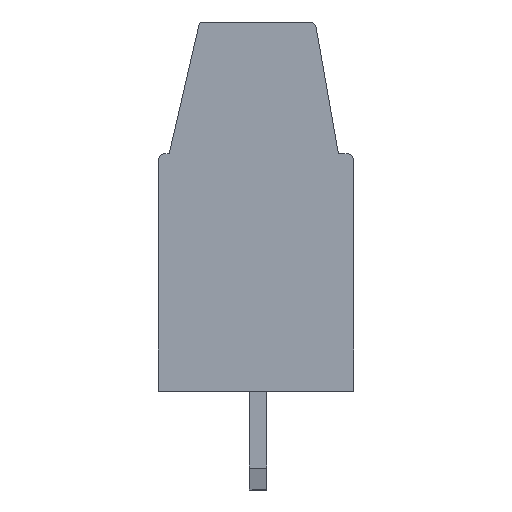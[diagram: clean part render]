
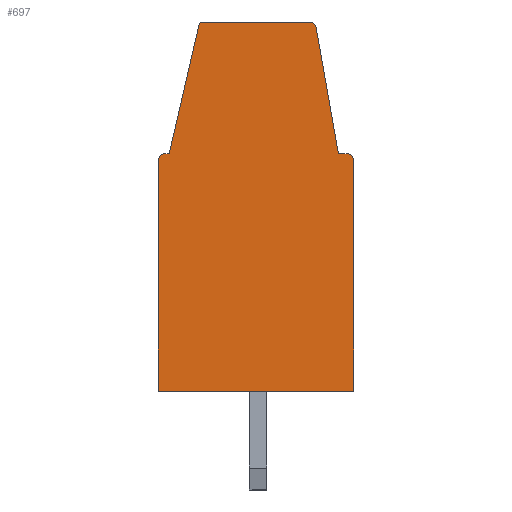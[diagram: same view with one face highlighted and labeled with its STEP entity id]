
A CAD part, left-side view. The second image highlights one B-rep face of the part: STEP entity #697.
In plain terms, the highlighted planar face has unit normal (-1, 0, 0).
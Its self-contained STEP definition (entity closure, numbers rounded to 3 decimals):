
#697 = ADVANCED_FACE( '', ( #1539 ), #1540, .T. );
#1539 = FACE_OUTER_BOUND( '', #2490, .T. );
#1540 = PLANE( '', #2491 );
#2490 = EDGE_LOOP( '', ( #4529, #4530, #4531, #4532, #4533, #4534, #4535, #4536, #4537, #4538, #4539, #4540 ) );
#2491 = AXIS2_PLACEMENT_3D( '', #4541, #4542, #4543 );
#4529 = ORIENTED_EDGE( '', *, *, #5912, .T. );
#4530 = ORIENTED_EDGE( '', *, *, #6006, .T. );
#4531 = ORIENTED_EDGE( '', *, *, #5484, .F. );
#4532 = ORIENTED_EDGE( '', *, *, #5522, .T. );
#4533 = ORIENTED_EDGE( '', *, *, #5688, .T. );
#4534 = ORIENTED_EDGE( '', *, *, #6132, .T. );
#4535 = ORIENTED_EDGE( '', *, *, #5588, .T. );
#4536 = ORIENTED_EDGE( '', *, *, #5567, .T. );
#4537 = ORIENTED_EDGE( '', *, *, #6093, .T. );
#4538 = ORIENTED_EDGE( '', *, *, #6133, .T. );
#4539 = ORIENTED_EDGE( '', *, *, #6065, .T. );
#4540 = ORIENTED_EDGE( '', *, *, #5480, .T. );
#4541 = CARTESIAN_POINT( '', ( 184.737, 129.598, 0. ) );
#4542 = DIRECTION( '', ( -1., 0., 0. ) );
#4543 = DIRECTION( '', ( 0., -1., 0. ) );
#5480 = EDGE_CURVE( '', #6571, #6569, #6572, .T. );
#5484 = EDGE_CURVE( '', #6575, #6577, #6578, .T. );
#5522 = EDGE_CURVE( '', #6575, #6640, #6642, .T. );
#5567 = EDGE_CURVE( '', #6727, #6725, #6728, .T. );
#5588 = EDGE_CURVE( '', #6764, #6727, #6765, .T. );
#5688 = EDGE_CURVE( '', #6640, #6924, #6926, .T. );
#5912 = EDGE_CURVE( '', #6569, #7267, #7269, .T. );
#6006 = EDGE_CURVE( '', #7267, #6577, #7398, .T. );
#6065 = EDGE_CURVE( '', #7473, #6571, #7474, .T. );
#6093 = EDGE_CURVE( '', #6725, #7505, #7507, .T. );
#6132 = EDGE_CURVE( '', #6924, #6764, #7553, .T. );
#6133 = EDGE_CURVE( '', #7505, #7473, #7554, .T. );
#6569 = VERTEX_POINT( '', #8113 );
#6571 = VERTEX_POINT( '', #8116 );
#6572 = CIRCLE( '', #8117, 0.3 );
#6575 = VERTEX_POINT( '', #8121 );
#6577 = VERTEX_POINT( '', #8124 );
#6578 = LINE( '', #8125, #8126 );
#6640 = VERTEX_POINT( '', #8210 );
#6642 = CIRCLE( '', #8213, 0.3 );
#6725 = VERTEX_POINT( '', #8339 );
#6727 = VERTEX_POINT( '', #8342 );
#6728 = LINE( '', #8343, #8344 );
#6764 = VERTEX_POINT( '', #8392 );
#6765 = CIRCLE( '', #8393, 0.3 );
#6924 = VERTEX_POINT( '', #8613 );
#6926 = LINE( '', #8616, #8617 );
#7267 = VERTEX_POINT( '', #9093 );
#7269 = LINE( '', #9096, #9097 );
#7398 = LINE( '', #9288, #9289 );
#7473 = VERTEX_POINT( '', #9398 );
#7474 = LINE( '', #9399, #9400 );
#7505 = VERTEX_POINT( '', #9445 );
#7507 = CIRCLE( '', #9448, 0.2 );
#7553 = LINE( '', #9507, #9508 );
#7554 = LINE( '', #9509, #9510 );
#8113 = CARTESIAN_POINT( '', ( 184.737, 131.048, 10.5 ) );
#8116 = CARTESIAN_POINT( '', ( 184.737, 130.748, 10.8 ) );
#8117 = AXIS2_PLACEMENT_3D( '', #9890, #9891, #9892 );
#8121 = CARTESIAN_POINT( '', ( 184.737, 122.148, 10.5 ) );
#8124 = CARTESIAN_POINT( '', ( 184.737, 122.148, 0. ) );
#8125 = CARTESIAN_POINT( '', ( 184.737, 122.148, 5.1 ) );
#8126 = VECTOR( '', #9895, 1000. );
#8210 = CARTESIAN_POINT( '', ( 184.737, 122.448, 10.8 ) );
#8213 = AXIS2_PLACEMENT_3D( '', #9934, #9935, #9936 );
#8339 = CARTESIAN_POINT( '', ( 184.737, 129.004, 16.8 ) );
#8342 = CARTESIAN_POINT( '', ( 184.737, 124.158, 16.8 ) );
#8343 = CARTESIAN_POINT( '', ( 184.737, 129.004, 16.8 ) );
#8344 = VECTOR( '', #9981, 1000. );
#8392 = CARTESIAN_POINT( '', ( 184.737, 123.863, 16.552 ) );
#8393 = AXIS2_PLACEMENT_3D( '', #10015, #10016, #10017 );
#8613 = CARTESIAN_POINT( '', ( 184.737, 122.848, 10.8 ) );
#8616 = CARTESIAN_POINT( '', ( 184.737, 122.848, 10.8 ) );
#8617 = VECTOR( '', #10121, 1000. );
#9093 = CARTESIAN_POINT( '', ( 184.737, 131.048, 0. ) );
#9096 = CARTESIAN_POINT( '', ( 184.737, 131.048, 0. ) );
#9097 = VECTOR( '', #10353, 1000. );
#9288 = CARTESIAN_POINT( '', ( 184.737, 129.818, 0. ) );
#9289 = VECTOR( '', #10435, 1000. );
#9398 = CARTESIAN_POINT( '', ( 184.737, 130.548, 10.8 ) );
#9399 = CARTESIAN_POINT( '', ( 184.737, 130.748, 10.8 ) );
#9400 = VECTOR( '', #10479, 1000. );
#9445 = CARTESIAN_POINT( '', ( 184.737, 129.199, 16.645 ) );
#9448 = AXIS2_PLACEMENT_3D( '', #10498, #10499, #10500 );
#9507 = CARTESIAN_POINT( '', ( 184.737, 123.863, 16.552 ) );
#9508 = VECTOR( '', #10555, 1000. );
#9509 = CARTESIAN_POINT( '', ( 184.737, 130.548, 10.8 ) );
#9510 = VECTOR( '', #10556, 1000. );
#9890 = CARTESIAN_POINT( '', ( 184.737, 130.748, 10.5 ) );
#9891 = DIRECTION( '', ( -1., 0., 0. ) );
#9892 = DIRECTION( '', ( 0., 0., 1. ) );
#9895 = DIRECTION( '', ( 0., 0., -1. ) );
#9934 = CARTESIAN_POINT( '', ( 184.737, 122.448, 10.5 ) );
#9935 = DIRECTION( '', ( -1., 0., 0. ) );
#9936 = DIRECTION( '', ( 0., 0., 1. ) );
#9981 = DIRECTION( '', ( 0., 1., 0. ) );
#10015 = CARTESIAN_POINT( '', ( 184.737, 124.158, 16.5 ) );
#10016 = DIRECTION( '', ( -1., 0., 0. ) );
#10017 = DIRECTION( '', ( 0., 0., 1. ) );
#10121 = DIRECTION( '', ( 0., 1., 0. ) );
#10353 = DIRECTION( '', ( 0., 0., -1. ) );
#10435 = DIRECTION( '', ( 0., -1., 0. ) );
#10479 = DIRECTION( '', ( 0., 1., 0. ) );
#10498 = CARTESIAN_POINT( '', ( 184.737, 129.004, 16.6 ) );
#10499 = DIRECTION( '', ( -1., 0., 0. ) );
#10500 = DIRECTION( '', ( 0., 0., 1. ) );
#10555 = DIRECTION( '', ( 0., 0.174, 0.985 ) );
#10556 = DIRECTION( '', ( 0., 0.225, -0.974 ) );
